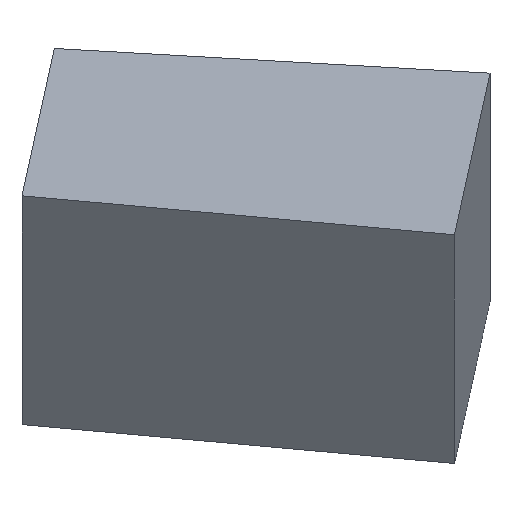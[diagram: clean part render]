
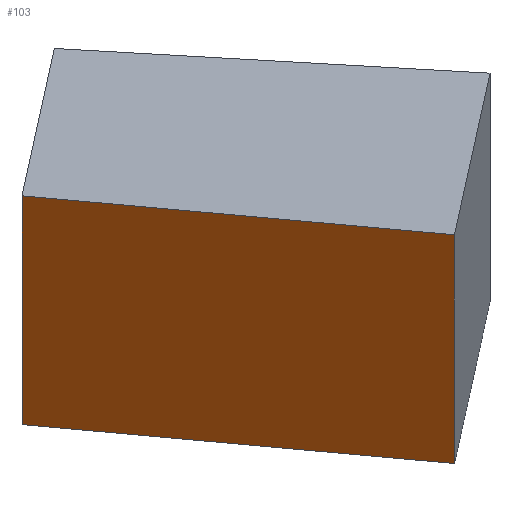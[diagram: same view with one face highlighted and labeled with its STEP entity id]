
A CAD part, isometric view. The second image highlights one B-rep face of the part: STEP entity #103.
In plain terms, the highlighted planar face has unit normal (-0.807, -0.59, 0).
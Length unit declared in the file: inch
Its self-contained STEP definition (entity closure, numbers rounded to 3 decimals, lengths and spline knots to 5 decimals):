
#17=FACE_OUTER_BOUND('',#23,.T.);
#23=EDGE_LOOP('',(#79,#80,#81,#82));
#32=LINE('',#167,#44);
#34=LINE('',#171,#46);
#35=LINE('',#173,#47);
#36=LINE('',#174,#48);
#44=VECTOR('',#138,0.3937);
#46=VECTOR('',#142,0.3937);
#47=VECTOR('',#143,0.3937);
#48=VECTOR('',#144,0.3937);
#55=VERTEX_POINT('',#164);
#56=VERTEX_POINT('',#166);
#57=VERTEX_POINT('',#170);
#58=VERTEX_POINT('',#172);
#64=EDGE_CURVE('',#56,#55,#32,.T.);
#66=EDGE_CURVE('',#55,#57,#34,.T.);
#67=EDGE_CURVE('',#58,#57,#35,.T.);
#68=EDGE_CURVE('',#56,#58,#36,.T.);
#79=ORIENTED_EDGE('',*,*,#66,.T.);
#80=ORIENTED_EDGE('',*,*,#67,.F.);
#81=ORIENTED_EDGE('',*,*,#68,.F.);
#82=ORIENTED_EDGE('',*,*,#64,.T.);
#97=PLANE('',#123);
#103=ADVANCED_FACE('',(#17),#97,.T.);
#123=AXIS2_PLACEMENT_3D('',#169,#140,#141);
#138=DIRECTION('',(0.,0.,1.));
#140=DIRECTION('center_axis',(-0.808,-0.59,0.));
#141=DIRECTION('ref_axis',(0.59,-0.808,0.));
#142=DIRECTION('',(-0.59,0.808,0.));
#143=DIRECTION('',(0.,0.,1.));
#144=DIRECTION('',(-0.59,0.808,0.));
#164=CARTESIAN_POINT('',(169.96327,-232.50051,34.));
#166=CARTESIAN_POINT('',(169.96327,-232.50051,18.));
#167=CARTESIAN_POINT('',(169.96327,-232.50051,18.));
#169=CARTESIAN_POINT('Origin',(155.21828,-212.31177,18.));
#170=CARTESIAN_POINT('',(155.21828,-212.31177,34.));
#171=CARTESIAN_POINT('',(158.87599,-217.31988,34.));
#172=CARTESIAN_POINT('',(155.21828,-212.31177,18.));
#173=CARTESIAN_POINT('',(155.21828,-212.31177,18.));
#174=CARTESIAN_POINT('',(169.96327,-232.50051,18.));
